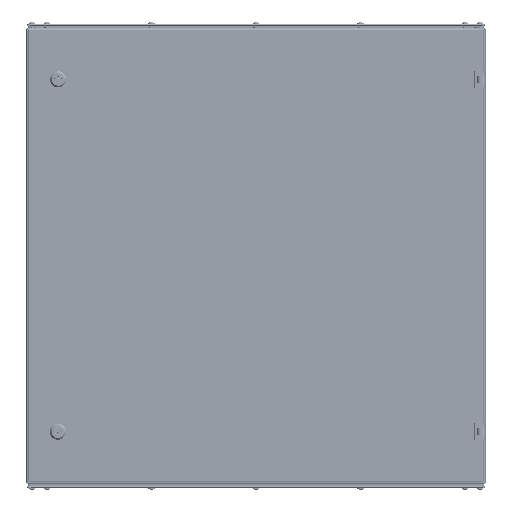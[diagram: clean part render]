
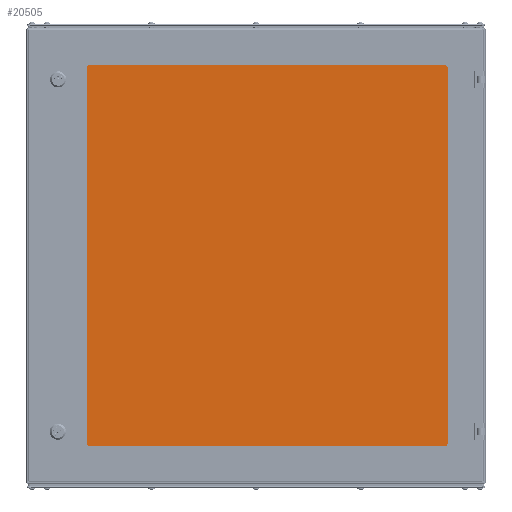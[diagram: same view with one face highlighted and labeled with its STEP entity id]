
A CAD part, top view. The second image highlights one B-rep face of the part: STEP entity #20505.
In plain terms, the highlighted planar face has unit normal (0, 0, 1).
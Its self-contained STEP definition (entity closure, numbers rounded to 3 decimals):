
#1935 = CARTESIAN_POINT ( 'NONE',  ( -327.75, -345.5, 4. ) ) ;
#2588 = DIRECTION ( 'NONE',  ( 0., 0., 1. ) ) ;
#3386 = VERTEX_POINT ( 'NONE', #60340 ) ;
#6998 = VERTEX_POINT ( 'NONE', #82328 ) ;
#7017 = FACE_OUTER_BOUND ( 'NONE', #45494, .T. ) ;
#7044 = VERTEX_POINT ( 'NONE', #47101 ) ;
#8253 = AXIS2_PLACEMENT_3D ( 'NONE', #14768, #37092, #65009 ) ;
#11213 = ORIENTED_EDGE ( 'NONE', *, *, #46791, .T. ) ;
#12315 = AXIS2_PLACEMENT_3D ( 'NONE', #69582, #42152, #83740 ) ;
#12947 = PLANE ( 'NONE',  #12315 ) ;
#14734 = ORIENTED_EDGE ( 'NONE', *, *, #19172, .T. ) ;
#14768 = CARTESIAN_POINT ( 'NONE',  ( 317.75, -335.5, 4. ) ) ;
#15649 = LINE ( 'NONE', #1935, #70926 ) ;
#17212 = DIRECTION ( 'NONE',  ( 0., 1., 0. ) ) ;
#19172 = EDGE_CURVE ( 'NONE', #43883, #28370, #58448, .T. ) ;
#20505 = ADVANCED_FACE ( 'NONE', ( #7017 ), #12947, .F. ) ;
#23059 = DIRECTION ( 'NONE',  ( -1., 0., 0. ) ) ;
#23502 = CARTESIAN_POINT ( 'NONE',  ( -317.75, 335.5, 4. ) ) ;
#24074 = CIRCLE ( 'NONE', #89784, 10. ) ;
#25994 = ORIENTED_EDGE ( 'NONE', *, *, #88512, .T. ) ;
#26061 = ORIENTED_EDGE ( 'NONE', *, *, #30937, .T. ) ;
#28370 = VERTEX_POINT ( 'NONE', #50835 ) ;
#28877 = ORIENTED_EDGE ( 'NONE', *, *, #70364, .T. ) ;
#30254 = EDGE_CURVE ( 'NONE', #28370, #81381, #15649, .T. ) ;
#30937 = EDGE_CURVE ( 'NONE', #81381, #7044, #49118, .T. ) ;
#31357 = DIRECTION ( 'NONE',  ( -1., 0., 0. ) ) ;
#31749 = EDGE_CURVE ( 'NONE', #33680, #3386, #86691, .T. ) ;
#33680 = VERTEX_POINT ( 'NONE', #48912 ) ;
#37092 = DIRECTION ( 'NONE',  ( 0., 0., 1. ) ) ;
#37775 = VERTEX_POINT ( 'NONE', #81584 ) ;
#42152 = DIRECTION ( 'NONE',  ( 0., 0., -1. ) ) ;
#43883 = VERTEX_POINT ( 'NONE', #60524 ) ;
#45494 = EDGE_LOOP ( 'NONE', ( #63379, #26061, #11213, #77520, #66239, #28877, #25994, #14734 ) ) ;
#45507 = LINE ( 'NONE', #81187, #62427 ) ;
#46791 = EDGE_CURVE ( 'NONE', #7044, #37775, #45507, .T. ) ;
#47101 = CARTESIAN_POINT ( 'NONE',  ( 327.75, -335.5, 4. ) ) ;
#48912 = CARTESIAN_POINT ( 'NONE',  ( 317.75, 345.5, 4. ) ) ;
#49118 = CIRCLE ( 'NONE', #8253, 10. ) ;
#50164 = AXIS2_PLACEMENT_3D ( 'NONE', #79004, #57059, #86723 ) ;
#50835 = CARTESIAN_POINT ( 'NONE',  ( -317.75, -345.5, 4. ) ) ;
#54849 = EDGE_CURVE ( 'NONE', #37775, #33680, #88143, .T. ) ;
#57059 = DIRECTION ( 'NONE',  ( 0., 0., 1. ) ) ;
#58448 = CIRCLE ( 'NONE', #89076, 10. ) ;
#59184 = DIRECTION ( 'NONE',  ( -1., 0., 0. ) ) ;
#60159 = CARTESIAN_POINT ( 'NONE',  ( -327.75, 345.5, 4. ) ) ;
#60340 = CARTESIAN_POINT ( 'NONE',  ( -317.75, 345.5, 4. ) ) ;
#60524 = CARTESIAN_POINT ( 'NONE',  ( -327.75, -335.5, 4. ) ) ;
#61600 = LINE ( 'NONE', #69826, #89666 ) ;
#62427 = VECTOR ( 'NONE', #17212, 1000. ) ;
#63379 = ORIENTED_EDGE ( 'NONE', *, *, #30254, .T. ) ;
#65009 = DIRECTION ( 'NONE',  ( -1., 0., 0. ) ) ;
#66239 = ORIENTED_EDGE ( 'NONE', *, *, #31749, .T. ) ;
#68470 = DIRECTION ( 'NONE',  ( 0., -1., 0. ) ) ;
#69582 = CARTESIAN_POINT ( 'NONE',  ( 0., 0., 4. ) ) ;
#69826 = CARTESIAN_POINT ( 'NONE',  ( -327.75, -345.5, 4. ) ) ;
#70364 = EDGE_CURVE ( 'NONE', #3386, #6998, #24074, .T. ) ;
#70926 = VECTOR ( 'NONE', #86448, 1000. ) ;
#71936 = DIRECTION ( 'NONE',  ( 0., 0., 1. ) ) ;
#75427 = VECTOR ( 'NONE', #31357, 1000. ) ;
#77520 = ORIENTED_EDGE ( 'NONE', *, *, #54849, .T. ) ;
#79004 = CARTESIAN_POINT ( 'NONE',  ( 317.75, 335.5, 4. ) ) ;
#81187 = CARTESIAN_POINT ( 'NONE',  ( 327.75, -345.5, 4. ) ) ;
#81381 = VERTEX_POINT ( 'NONE', #83249 ) ;
#81584 = CARTESIAN_POINT ( 'NONE',  ( 327.75, 335.5, 4. ) ) ;
#82328 = CARTESIAN_POINT ( 'NONE',  ( -327.75, 335.5, 4. ) ) ;
#83249 = CARTESIAN_POINT ( 'NONE',  ( 317.75, -345.5, 4. ) ) ;
#83740 = DIRECTION ( 'NONE',  ( -1., 0., 0. ) ) ;
#86448 = DIRECTION ( 'NONE',  ( 1., 0., 0. ) ) ;
#86691 = LINE ( 'NONE', #60159, #75427 ) ;
#86723 = DIRECTION ( 'NONE',  ( -1., 0., 0. ) ) ;
#87543 = CARTESIAN_POINT ( 'NONE',  ( -317.75, -335.5, 4. ) ) ;
#88143 = CIRCLE ( 'NONE', #50164, 10. ) ;
#88512 = EDGE_CURVE ( 'NONE', #6998, #43883, #61600, .T. ) ;
#89076 = AXIS2_PLACEMENT_3D ( 'NONE', #87543, #2588, #59184 ) ;
#89666 = VECTOR ( 'NONE', #68470, 1000. ) ;
#89784 = AXIS2_PLACEMENT_3D ( 'NONE', #23502, #71936, #23059 ) ;
